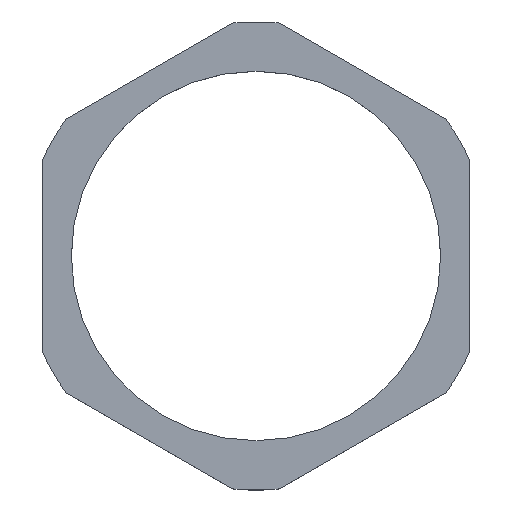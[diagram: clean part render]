
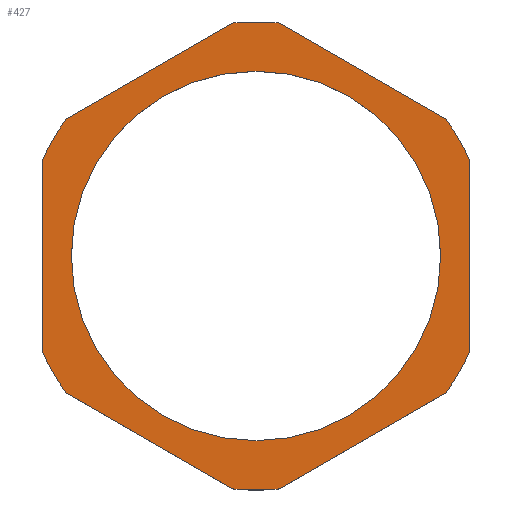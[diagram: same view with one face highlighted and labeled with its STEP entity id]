
A CAD part, top view. The second image highlights one B-rep face of the part: STEP entity #427.
In plain terms, the highlighted planar face has unit normal (0, 0, 1).
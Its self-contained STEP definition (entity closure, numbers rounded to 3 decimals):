
#1 = DIRECTION ( 'NONE',  ( 0., 0., 1. ) ) ;
#4 = DIRECTION ( 'NONE',  ( 0., -1., 0. ) ) ;
#7 = CARTESIAN_POINT ( 'NONE',  ( 0., 0., 4. ) ) ;
#8 = VERTEX_POINT ( 'NONE', #208 ) ;
#10 = CARTESIAN_POINT ( 'NONE',  ( 20.5, 9.274, 4. ) ) ;
#12 = CARTESIAN_POINT ( 'NONE',  ( 18.281, 13.117, 4. ) ) ;
#22 = CARTESIAN_POINT ( 'NONE',  ( 0., 0., 4. ) ) ;
#24 = CARTESIAN_POINT ( 'NONE',  ( 20.5, -9.274, 4. ) ) ;
#26 = AXIS2_PLACEMENT_3D ( 'NONE', #526, #232, #489 ) ;
#28 = ORIENTED_EDGE ( 'NONE', *, *, #78, .T. ) ;
#29 = CARTESIAN_POINT ( 'NONE',  ( 18.281, 13.117, 4. ) ) ;
#35 = VECTOR ( 'NONE', #523, 1000. ) ;
#51 = ORIENTED_EDGE ( 'NONE', *, *, #239, .T. ) ;
#58 = VECTOR ( 'NONE', #72, 1000. ) ;
#72 = DIRECTION ( 'NONE',  ( 0., 1., 0. ) ) ;
#74 = VERTEX_POINT ( 'NONE', #254 ) ;
#77 = DIRECTION ( 'NONE',  ( 0.866, -0.5, 0. ) ) ;
#78 = EDGE_CURVE ( 'NONE', #187, #121, #376, .T. ) ;
#85 = DIRECTION ( 'NONE',  ( 0., 0., 1. ) ) ;
#87 = AXIS2_PLACEMENT_3D ( 'NONE', #22, #275, #520 ) ;
#93 = CARTESIAN_POINT ( 'NONE',  ( -20.5, 9.274, 4. ) ) ;
#95 = EDGE_CURVE ( 'NONE', #403, #196, #495, .T. ) ;
#99 = CARTESIAN_POINT ( 'NONE',  ( 2.219, -22.39, 4. ) ) ;
#103 = EDGE_LOOP ( 'NONE', ( #169, #261, #199, #51, #443, #28, #311, #432, #307, #342, #350, #480 ) ) ;
#107 = EDGE_CURVE ( 'NONE', #455, #8, #266, .T. ) ;
#109 = EDGE_CURVE ( 'NONE', #357, #455, #326, .T. ) ;
#110 = VERTEX_POINT ( 'NONE', #214 ) ;
#111 = LINE ( 'NONE', #280, #335 ) ;
#112 = CARTESIAN_POINT ( 'NONE',  ( 2.219, 22.39, 4. ) ) ;
#118 = FACE_OUTER_BOUND ( 'NONE', #103, .T. ) ;
#121 = VERTEX_POINT ( 'NONE', #468 ) ;
#122 = DIRECTION ( 'NONE',  ( -0.866, -0.5, 0. ) ) ;
#124 = CIRCLE ( 'NONE', #87, 22.5 ) ;
#133 = EDGE_CURVE ( 'NONE', #442, #494, #358, .T. ) ;
#135 = DIRECTION ( 'NONE',  ( 1., 0., 0. ) ) ;
#142 = EDGE_LOOP ( 'NONE', ( #298, #267 ) ) ;
#152 = EDGE_CURVE ( 'NONE', #494, #416, #475, .T. ) ;
#155 = VECTOR ( 'NONE', #122, 1000. ) ;
#166 = DIRECTION ( 'NONE',  ( 1., 0., 0. ) ) ;
#168 = DIRECTION ( 'NONE',  ( 1., 0., 0. ) ) ;
#169 = ORIENTED_EDGE ( 'NONE', *, *, #274, .T. ) ;
#173 = EDGE_CURVE ( 'NONE', #537, #403, #383, .T. ) ;
#174 = VECTOR ( 'NONE', #387, 1000. ) ;
#177 = DIRECTION ( 'NONE',  ( 0., 0., 1. ) ) ;
#187 = VERTEX_POINT ( 'NONE', #281 ) ;
#196 = VERTEX_POINT ( 'NONE', #29 ) ;
#198 = CARTESIAN_POINT ( 'NONE',  ( 20.5, -9.274, 4. ) ) ;
#199 = ORIENTED_EDGE ( 'NONE', *, *, #107, .T. ) ;
#205 = DIRECTION ( 'NONE',  ( 0., 0., 1. ) ) ;
#207 = DIRECTION ( 'NONE',  ( 0., 0., 1. ) ) ;
#208 = CARTESIAN_POINT ( 'NONE',  ( -18.281, -13.117, 4. ) ) ;
#214 = CARTESIAN_POINT ( 'NONE',  ( -2.219, -22.39, 4. ) ) ;
#220 = VECTOR ( 'NONE', #4, 1000. ) ;
#228 = CIRCLE ( 'NONE', #367, 22.5 ) ;
#230 = DIRECTION ( 'NONE',  ( 0., 0., 1. ) ) ;
#232 = DIRECTION ( 'NONE',  ( 0., 0., 1. ) ) ;
#239 = EDGE_CURVE ( 'NONE', #8, #110, #111, .T. ) ;
#248 = CARTESIAN_POINT ( 'NONE',  ( 0., 0., 4. ) ) ;
#253 = EDGE_CURVE ( 'NONE', #121, #537, #459, .T. ) ;
#254 = CARTESIAN_POINT ( 'NONE',  ( 17.75, 0., 4. ) ) ;
#257 = CARTESIAN_POINT ( 'NONE',  ( 0., 0., 4. ) ) ;
#261 = ORIENTED_EDGE ( 'NONE', *, *, #109, .T. ) ;
#266 = CIRCLE ( 'NONE', #374, 22.5 ) ;
#267 = ORIENTED_EDGE ( 'NONE', *, *, #535, .F. ) ;
#272 = CARTESIAN_POINT ( 'NONE',  ( -18.281, 13.117, 4. ) ) ;
#274 = EDGE_CURVE ( 'NONE', #416, #357, #228, .T. ) ;
#275 = DIRECTION ( 'NONE',  ( 0., 0., 1. ) ) ;
#280 = CARTESIAN_POINT ( 'NONE',  ( -18.281, -13.117, 4. ) ) ;
#281 = CARTESIAN_POINT ( 'NONE',  ( 2.219, -22.39, 4. ) ) ;
#284 = LINE ( 'NONE', #12, #35 ) ;
#291 = AXIS2_PLACEMENT_3D ( 'NONE', #329, #207, #353 ) ;
#294 = DIRECTION ( 'NONE',  ( 1., 0., 0. ) ) ;
#295 = VERTEX_POINT ( 'NONE', #504 ) ;
#298 = ORIENTED_EDGE ( 'NONE', *, *, #507, .F. ) ;
#304 = CIRCLE ( 'NONE', #26, 17.75 ) ;
#307 = ORIENTED_EDGE ( 'NONE', *, *, #95, .T. ) ;
#309 = AXIS2_PLACEMENT_3D ( 'NONE', #436, #177, #474 ) ;
#311 = ORIENTED_EDGE ( 'NONE', *, *, #253, .T. ) ;
#318 = CARTESIAN_POINT ( 'NONE',  ( -20.5, -9.274, 4. ) ) ;
#326 = LINE ( 'NONE', #93, #220 ) ;
#328 = FACE_BOUND ( 'NONE', #142, .T. ) ;
#329 = CARTESIAN_POINT ( 'NONE',  ( 0., 0., 4. ) ) ;
#332 = EDGE_CURVE ( 'NONE', #196, #442, #284, .T. ) ;
#333 = CIRCLE ( 'NONE', #512, 17.75 ) ;
#335 = VECTOR ( 'NONE', #77, 1000. ) ;
#337 = CARTESIAN_POINT ( 'NONE',  ( 0., 0., 4. ) ) ;
#342 = ORIENTED_EDGE ( 'NONE', *, *, #332, .T. ) ;
#350 = ORIENTED_EDGE ( 'NONE', *, *, #133, .T. ) ;
#353 = DIRECTION ( 'NONE',  ( 1., 0., 0. ) ) ;
#357 = VERTEX_POINT ( 'NONE', #401 ) ;
#358 = CIRCLE ( 'NONE', #409, 22.5 ) ;
#367 = AXIS2_PLACEMENT_3D ( 'NONE', #248, #542, #294 ) ;
#374 = AXIS2_PLACEMENT_3D ( 'NONE', #257, #1, #135 ) ;
#376 = LINE ( 'NONE', #99, #174 ) ;
#383 = LINE ( 'NONE', #198, #58 ) ;
#387 = DIRECTION ( 'NONE',  ( 0.866, 0.5, 0. ) ) ;
#394 = AXIS2_PLACEMENT_3D ( 'NONE', #337, #85, #168 ) ;
#401 = CARTESIAN_POINT ( 'NONE',  ( -20.5, 9.274, 4. ) ) ;
#403 = VERTEX_POINT ( 'NONE', #10 ) ;
#405 = CARTESIAN_POINT ( 'NONE',  ( -2.219, 22.39, 4. ) ) ;
#409 = AXIS2_PLACEMENT_3D ( 'NONE', #7, #205, #166 ) ;
#416 = VERTEX_POINT ( 'NONE', #272 ) ;
#427 = ADVANCED_FACE ( 'NONE', ( #328, #118 ), #446, .T. ) ;
#432 = ORIENTED_EDGE ( 'NONE', *, *, #173, .T. ) ;
#436 = CARTESIAN_POINT ( 'NONE',  ( 0., 0., 4. ) ) ;
#440 = CARTESIAN_POINT ( 'NONE',  ( -2.219, 22.39, 4. ) ) ;
#442 = VERTEX_POINT ( 'NONE', #112 ) ;
#443 = ORIENTED_EDGE ( 'NONE', *, *, #552, .T. ) ;
#446 = PLANE ( 'NONE',  #291 ) ;
#455 = VERTEX_POINT ( 'NONE', #318 ) ;
#459 = CIRCLE ( 'NONE', #394, 22.5 ) ;
#468 = CARTESIAN_POINT ( 'NONE',  ( 18.281, -13.117, 4. ) ) ;
#474 = DIRECTION ( 'NONE',  ( 1., 0., 0. ) ) ;
#475 = LINE ( 'NONE', #440, #155 ) ;
#480 = ORIENTED_EDGE ( 'NONE', *, *, #152, .T. ) ;
#486 = DIRECTION ( 'NONE',  ( 1., 0., 0. ) ) ;
#489 = DIRECTION ( 'NONE',  ( 1., 0., 0. ) ) ;
#494 = VERTEX_POINT ( 'NONE', #405 ) ;
#495 = CIRCLE ( 'NONE', #309, 22.5 ) ;
#504 = CARTESIAN_POINT ( 'NONE',  ( -17.75, 0., 4. ) ) ;
#507 = EDGE_CURVE ( 'NONE', #74, #295, #304, .T. ) ;
#512 = AXIS2_PLACEMENT_3D ( 'NONE', #524, #230, #486 ) ;
#520 = DIRECTION ( 'NONE',  ( 1., 0., 0. ) ) ;
#523 = DIRECTION ( 'NONE',  ( -0.866, 0.5, 0. ) ) ;
#524 = CARTESIAN_POINT ( 'NONE',  ( 0., 0., 4. ) ) ;
#526 = CARTESIAN_POINT ( 'NONE',  ( 0., 0., 4. ) ) ;
#535 = EDGE_CURVE ( 'NONE', #295, #74, #333, .T. ) ;
#537 = VERTEX_POINT ( 'NONE', #24 ) ;
#542 = DIRECTION ( 'NONE',  ( 0., 0., 1. ) ) ;
#552 = EDGE_CURVE ( 'NONE', #110, #187, #124, .T. ) ;
